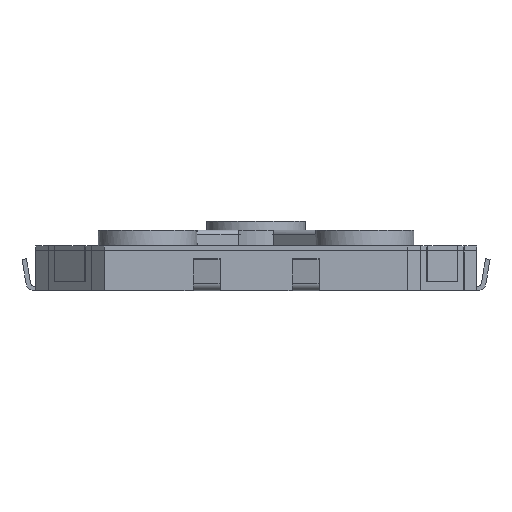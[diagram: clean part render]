
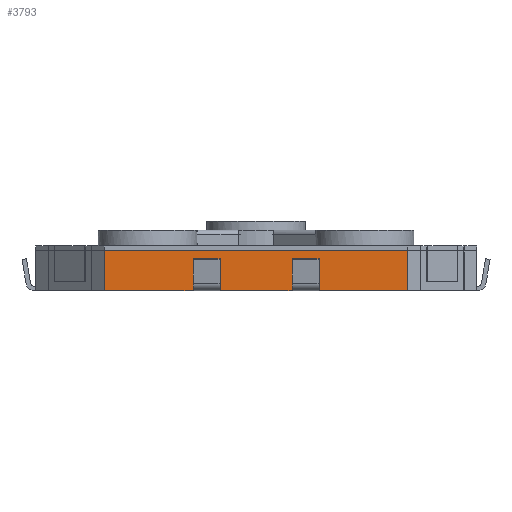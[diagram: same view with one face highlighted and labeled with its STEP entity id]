
A CAD part, left-side view. The second image highlights one B-rep face of the part: STEP entity #3793.
In plain terms, the highlighted planar face has unit normal (-1, 0, 0).
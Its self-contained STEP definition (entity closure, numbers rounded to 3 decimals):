
#2149=CARTESIAN_POINT('',(-4.9,-1.4,0.1));
#2150=VERTEX_POINT('',#2149);
#2157=CARTESIAN_POINT('',(-4.9,-0.8,0.1));
#2158=VERTEX_POINT('',#2157);
#2159=CARTESIAN_POINT('',(-4.9,-0.8,0.1));
#2160=DIRECTION('',(0.0,-1.0,0.0));
#2161=VECTOR('',#2160,0.6);
#2162=LINE('',#2159,#2161);
#2163=EDGE_CURVE('',#2158,#2150,#2162,.T.);
#2188=CARTESIAN_POINT('',(-4.9,-0.8,0.0));
#2189=VERTEX_POINT('',#2188);
#2190=CARTESIAN_POINT('',(-4.9,-0.8,0.0));
#2191=DIRECTION('',(0.0,0.0,1.0));
#2192=VECTOR('',#2191,0.1);
#2193=LINE('',#2190,#2192);
#2194=EDGE_CURVE('',#2189,#2158,#2193,.T.);
#2218=CARTESIAN_POINT('',(-4.9,-1.4,0.0));
#2219=VERTEX_POINT('',#2218);
#2226=CARTESIAN_POINT('',(-4.9,-1.4,0.1));
#2227=DIRECTION('',(0.0,0.0,-1.0));
#2228=VECTOR('',#2227,0.1);
#2229=LINE('',#2226,#2228);
#2230=EDGE_CURVE('',#2150,#2219,#2229,.T.);
#2268=CARTESIAN_POINT('',(-4.9,0.8,0.));
#2269=VERTEX_POINT('',#2268);
#2276=CARTESIAN_POINT('',(-4.9,0.8,0.1));
#2277=VERTEX_POINT('',#2276);
#2278=CARTESIAN_POINT('',(-4.9,0.8,0.1));
#2279=DIRECTION('',(0.0,0.0,-1.0));
#2280=VECTOR('',#2279,0.1);
#2281=LINE('',#2278,#2280);
#2282=EDGE_CURVE('',#2277,#2269,#2281,.T.);
#2307=CARTESIAN_POINT('',(-4.9,1.4,0.1));
#2308=VERTEX_POINT('',#2307);
#2309=CARTESIAN_POINT('',(-4.9,1.4,0.1));
#2310=DIRECTION('',(0.0,-1.0,0.0));
#2311=VECTOR('',#2310,0.6);
#2312=LINE('',#2309,#2311);
#2313=EDGE_CURVE('',#2308,#2277,#2312,.T.);
#2338=CARTESIAN_POINT('',(-4.9,1.4,0.0));
#2339=VERTEX_POINT('',#2338);
#2340=CARTESIAN_POINT('',(-4.9,1.4,0.0));
#2341=DIRECTION('',(0.0,0.0,1.0));
#2342=VECTOR('',#2341,0.1);
#2343=LINE('',#2340,#2342);
#2344=EDGE_CURVE('',#2339,#2308,#2343,.T.);
#2380=CARTESIAN_POINT('',(-4.9,0.8,0.));
#2381=DIRECTION('',(0.0,-1.0,0.0));
#2382=VECTOR('',#2381,1.6);
#2383=LINE('',#2380,#2382);
#2384=EDGE_CURVE('',#2269,#2189,#2383,.T.);
#2389=CARTESIAN_POINT('',(-4.9,3.373,0.0));
#2390=VERTEX_POINT('',#2389);
#2391=CARTESIAN_POINT('',(-4.9,3.373,0.0));
#2392=DIRECTION('',(0.0,-1.0,0.0));
#2393=VECTOR('',#2392,1.973);
#2394=LINE('',#2391,#2393);
#2395=EDGE_CURVE('',#2390,#2339,#2394,.T.);
#2701=CARTESIAN_POINT('',(-4.9,-3.373,0.0));
#2702=VERTEX_POINT('',#2701);
#2709=CARTESIAN_POINT('',(-4.9,-1.4,0.0));
#2710=DIRECTION('',(0.0,-1.0,0.0));
#2711=VECTOR('',#2710,1.973);
#2712=LINE('',#2709,#2711);
#2713=EDGE_CURVE('',#2219,#2702,#2712,.T.);
#3743=CARTESIAN_POINT('',(-4.9,-3.373,0.9));
#3744=VERTEX_POINT('',#3743);
#3751=CARTESIAN_POINT('',(-4.9,-3.373,0.0));
#3752=DIRECTION('',(0.0,0.0,1.0));
#3753=VECTOR('',#3752,0.9);
#3754=LINE('',#3751,#3753);
#3755=EDGE_CURVE('',#2702,#3744,#3754,.T.);
#3762=CARTESIAN_POINT('',(-4.9,-3.373,0.0));
#3763=DIRECTION('',(-1.0,0.0,0.0));
#3764=DIRECTION('',(0.0,0.0,1.0));
#3765=AXIS2_PLACEMENT_3D('',#3762,#3763,#3764);
#3766=PLANE('',#3765);
#3767=ORIENTED_EDGE('',*,*,#2230,.T.);
#3768=ORIENTED_EDGE('',*,*,#2713,.T.);
#3769=ORIENTED_EDGE('',*,*,#3755,.T.);
#3770=CARTESIAN_POINT('',(-4.9,3.373,0.9));
#3771=VERTEX_POINT('',#3770);
#3772=CARTESIAN_POINT('',(-4.9,-3.373,0.9));
#3773=DIRECTION('',(0.0,1.0,0.0));
#3774=VECTOR('',#3773,6.746);
#3775=LINE('',#3772,#3774);
#3776=EDGE_CURVE('',#3744,#3771,#3775,.T.);
#3777=ORIENTED_EDGE('',*,*,#3776,.T.);
#3778=CARTESIAN_POINT('',(-4.9,3.373,0.0));
#3779=DIRECTION('',(0.0,0.0,1.0));
#3780=VECTOR('',#3779,0.9);
#3781=LINE('',#3778,#3780);
#3782=EDGE_CURVE('',#2390,#3771,#3781,.T.);
#3783=ORIENTED_EDGE('',*,*,#3782,.F.);
#3784=ORIENTED_EDGE('',*,*,#2395,.T.);
#3785=ORIENTED_EDGE('',*,*,#2344,.T.);
#3786=ORIENTED_EDGE('',*,*,#2313,.T.);
#3787=ORIENTED_EDGE('',*,*,#2282,.T.);
#3788=ORIENTED_EDGE('',*,*,#2384,.T.);
#3789=ORIENTED_EDGE('',*,*,#2194,.T.);
#3790=ORIENTED_EDGE('',*,*,#2163,.T.);
#3791=EDGE_LOOP('',(#3767,#3768,#3769,#3777,#3783,#3784,#3785,#3786,#3787,#3788,#3789,#3790));
#3792=FACE_OUTER_BOUND('',#3791,.T.);
#3793=ADVANCED_FACE('',(#3792),#3766,.T.);
